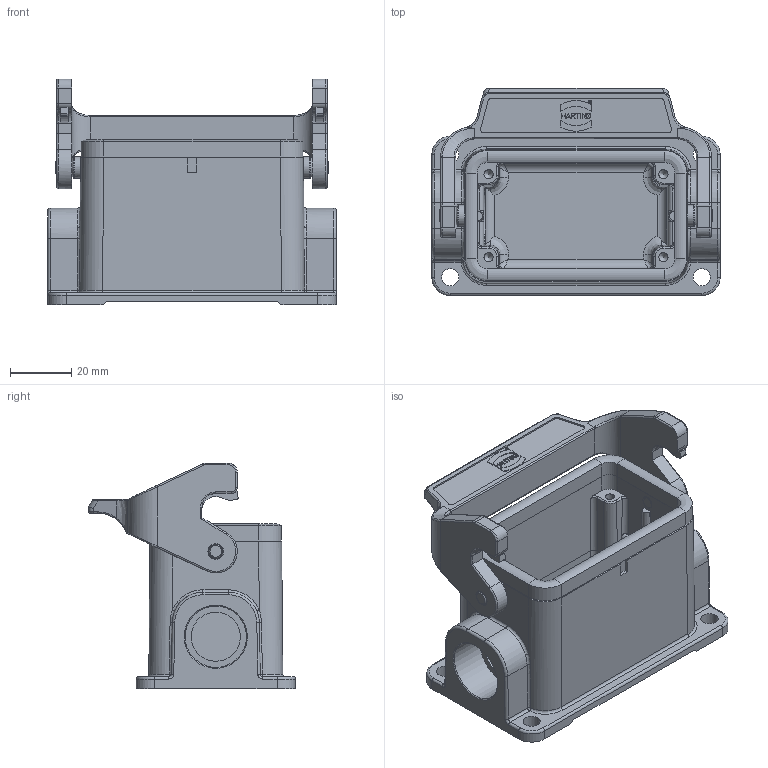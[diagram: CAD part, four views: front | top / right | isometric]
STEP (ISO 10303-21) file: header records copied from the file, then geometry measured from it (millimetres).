
FILE_DESCRIPTION(/* description */ (''),/* implementation_level */ '2;1');
FILE_NAME(/* name */ '100095229ugm000_c.stp',/* time_stamp */ '2017-11-03T15:45:38+01:00',/* author */ (''),/* organization */ (''),/* preprocessor_version */ 'ST-DEVELOPER v16',/* originating_system */ 'SIEMENS PLM Software NX 10.0',/* authorisation */ '');
FILE_SCHEMA (('AUTOMOTIVE_DESIGN { 1 0 10303 214 3 1 1 1 }'));
Length unit declared in the file: millimetre
Products named in the file (1): 100095229ugm000_c
Bounding box: 94 x 67.5 x 73.6 mm (x, y, z)
Volume: 90423.3 mm3; surface area: 43350 mm2
Topology: 2 solids, 2 shells, 638 faces, 1698 edges, 1075 vertices
Faces by surface type: plane 303, cylinder 200, bspline 94, torus 24, cone 13, sphere 4
Full cylindrical faces by diameter (mm): 0.95 x1, 1.05 x1, 3 x4, 4 x2, 4.8 x2, 5.1 x2, 5.6 x4, 7 x2, 16 x1, 18.6 x1, 20 x1
Entity records: 25668 total; most frequent: CARTESIAN_POINT 7640, ORIENTED_EDGE 3160, DIRECTION 3035, EDGE_CURVE 1580, AXIS2_PLACEMENT_3D 1072, VERTEX_POINT 1017, LINE 891, VECTOR 891
